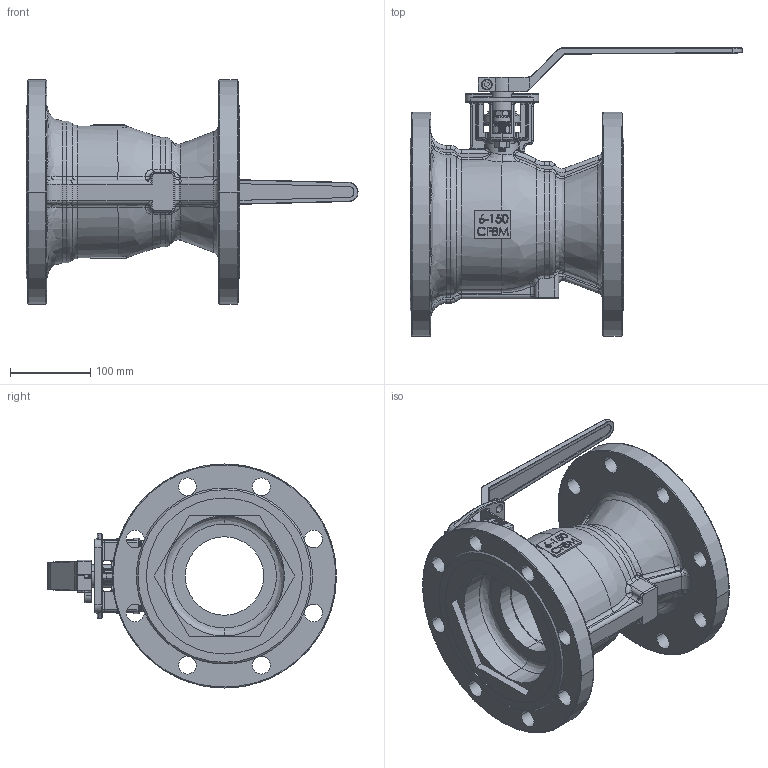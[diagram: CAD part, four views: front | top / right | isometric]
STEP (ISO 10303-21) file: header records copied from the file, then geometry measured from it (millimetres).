
FILE_DESCRIPTION (( 'STEP AP203' ), '1' );
FILE_NAME ('F9R-F1-0600_0.step', '2020-11-02T19:47:23', ( '' ), ( '' ), 'SwSTEP 2.0', 'SolidWorks 2019', '' );
FILE_SCHEMA (( 'CONFIG_CONTROL_DESIGN' ));
Length unit declared in the file: inch
Products named in the file (15): F9R-F1-0600 BELLEVILLE WASHERS; F9R-F1-0600 STEM; F9R-F1-0600 GLAND WASHER; F9R-F1-0600 GLAND FLANGE; F9R-F1-0600 RETAINER; F9R-F1-0600 HANDLE; F9R-F1-0600 GLAND NUT; F9R-F1-0600 BODY; F9R-F1-0600 GLAND BOLT; F9R-F1-0600_0; F9R-F1-0600 HANDLE BOLT; F9R-F1-0600 HANDLE SPACER; F9R-F1-0600 GLAND; F9R-F1-0600 HANDLE NUT; F9R-F1-0600 STOP PLATE
Assembly tree (17 placements, depth 2):
  F9R-F1-0600_0
    F9R-F1-0600 STEM
    F9R-F1-0600 GLAND
    F9R-F1-0600 BELLEVILLE WASHERS
    F9R-F1-0600 GLAND FLANGE
    F9R-F1-0600 RETAINER
    F9R-F1-0600 STOP PLATE
    F9R-F1-0600 GLAND BOLT  x2
    F9R-F1-0600 HANDLE BOLT
    F9R-F1-0600 HANDLE NUT
    F9R-F1-0600 HANDLE SPACER
    F9R-F1-0600 BODY
    F9R-F1-0600 HANDLE
    F9R-F1-0600 GLAND NUT  x2
    F9R-F1-0600 GLAND WASHER  x2
Bounding box: 415 x 361.01 x 280 mm (x, y, z)
Volume: 4530315 mm3; surface area: 666007.4 mm2
Topology: 18 solids, 18 shells, 1518 faces, 3868 edges, 2341 vertices
Faces by surface type: cylinder 539, bspline 496, plane 389, cone 94
Entity records: 70005 total; most frequent: CARTESIAN_POINT 38220, ORIENTED_EDGE 6982, DIRECTION 5415, EDGE_CURVE 3491, VERTEX_POINT 2136, AXIS2_PLACEMENT_3D 2016, EDGE_LOOP 1497, FACE_OUTER_BOUND 1394
